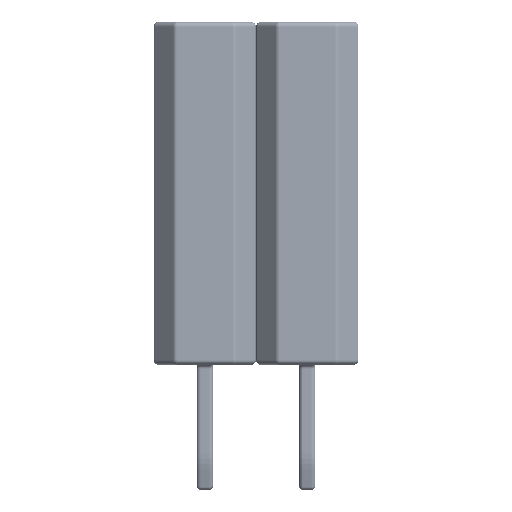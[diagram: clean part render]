
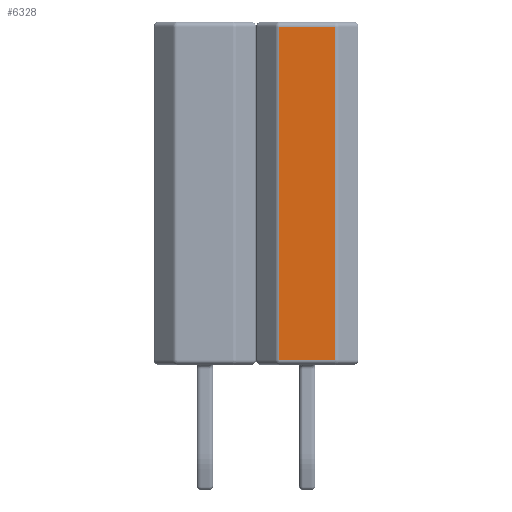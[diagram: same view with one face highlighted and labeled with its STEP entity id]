
A CAD part, left-side view. The second image highlights one B-rep face of the part: STEP entity #6328.
In plain terms, the highlighted planar face has unit normal (-1, 0, 0).
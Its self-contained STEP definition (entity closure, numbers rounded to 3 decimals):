
#5670 = CYLINDRICAL_SURFACE('',#5671,0.125);
#5671 = AXIS2_PLACEMENT_3D('',#5672,#5673,#5674);
#5672 = CARTESIAN_POINT('',(-1.145,0.692,0.));
#5673 = DIRECTION('',(0.,0.,1.));
#5674 = DIRECTION('',(-0.707,0.707,0.));
#5775 = VERTEX_POINT('',#5776);
#5776 = CARTESIAN_POINT('',(-1.27,0.692,0.125));
#5803 = EDGE_CURVE('',#5775,#5804,#5806,.T.);
#5804 = VERTEX_POINT('',#5805);
#5805 = CARTESIAN_POINT('',(-1.27,0.692,8.375));
#5806 = SURFACE_CURVE('',#5807,(#5811,#5818),.PCURVE_S1.);
#5807 = LINE('',#5808,#5809);
#5808 = CARTESIAN_POINT('',(-1.27,0.692,0.));
#5809 = VECTOR('',#5810,1.);
#5810 = DIRECTION('',(0.,0.,1.));
#5811 = PCURVE('',#5670,#5812);
#5812 = DEFINITIONAL_REPRESENTATION('',(#5813),#5817);
#5813 = LINE('',#5814,#5815);
#5814 = CARTESIAN_POINT('',(0.785,0.));
#5815 = VECTOR('',#5816,1.);
#5816 = DIRECTION('',(0.,1.));
#5817 = ( GEOMETRIC_REPRESENTATION_CONTEXT(2) 
PARAMETRIC_REPRESENTATION_CONTEXT() REPRESENTATION_CONTEXT('2D SPACE',''
  ) );
#5818 = PCURVE('',#5819,#5824);
#5819 = PLANE('',#5820);
#5820 = AXIS2_PLACEMENT_3D('',#5821,#5822,#5823);
#5821 = CARTESIAN_POINT('',(-1.27,-0.744,0.));
#5822 = DIRECTION('',(-1.,0.,0.));
#5823 = DIRECTION('',(0.,1.,0.));
#5824 = DEFINITIONAL_REPRESENTATION('',(#5825),#5829);
#5825 = LINE('',#5826,#5827);
#5826 = CARTESIAN_POINT('',(1.436,0.));
#5827 = VECTOR('',#5828,1.);
#5828 = DIRECTION('',(0.,-1.));
#5829 = ( GEOMETRIC_REPRESENTATION_CONTEXT(2) 
PARAMETRIC_REPRESENTATION_CONTEXT() REPRESENTATION_CONTEXT('2D SPACE',''
  ) );
#6033 = CYLINDRICAL_SURFACE('',#6034,0.125);
#6034 = AXIS2_PLACEMENT_3D('',#6035,#6036,#6037);
#6035 = CARTESIAN_POINT('',(-1.145,-0.744,8.375));
#6036 = DIRECTION('',(0.,1.,0.));
#6037 = DIRECTION('',(-1.,0.,0.));
#6315 = CYLINDRICAL_SURFACE('',#6316,0.125);
#6316 = AXIS2_PLACEMENT_3D('',#6317,#6318,#6319);
#6317 = CARTESIAN_POINT('',(-1.145,-0.744,0.125));
#6318 = DIRECTION('',(0.,1.,0.));
#6319 = DIRECTION('',(-1.,0.,0.));
#6328 = ADVANCED_FACE('',(#6329),#5819,.T.);
#6329 = FACE_BOUND('',#6330,.T.);
#6330 = EDGE_LOOP('',(#6331,#6354,#6355,#6378));
#6331 = ORIENTED_EDGE('',*,*,#6332,.T.);
#6332 = EDGE_CURVE('',#6333,#5804,#6335,.T.);
#6333 = VERTEX_POINT('',#6334);
#6334 = CARTESIAN_POINT('',(-1.27,-0.692,8.375));
#6335 = SURFACE_CURVE('',#6336,(#6340,#6347),.PCURVE_S1.);
#6336 = LINE('',#6337,#6338);
#6337 = CARTESIAN_POINT('',(-1.27,-0.744,8.375));
#6338 = VECTOR('',#6339,1.);
#6339 = DIRECTION('',(0.,1.,0.));
#6340 = PCURVE('',#5819,#6341);
#6341 = DEFINITIONAL_REPRESENTATION('',(#6342),#6346);
#6342 = LINE('',#6343,#6344);
#6343 = CARTESIAN_POINT('',(0.,-8.375));
#6344 = VECTOR('',#6345,1.);
#6345 = DIRECTION('',(1.,0.));
#6346 = ( GEOMETRIC_REPRESENTATION_CONTEXT(2) 
PARAMETRIC_REPRESENTATION_CONTEXT() REPRESENTATION_CONTEXT('2D SPACE',''
  ) );
#6347 = PCURVE('',#6033,#6348);
#6348 = DEFINITIONAL_REPRESENTATION('',(#6349),#6353);
#6349 = LINE('',#6350,#6351);
#6350 = CARTESIAN_POINT('',(0.,0.));
#6351 = VECTOR('',#6352,1.);
#6352 = DIRECTION('',(0.,1.));
#6353 = ( GEOMETRIC_REPRESENTATION_CONTEXT(2) 
PARAMETRIC_REPRESENTATION_CONTEXT() REPRESENTATION_CONTEXT('2D SPACE',''
  ) );
#6354 = ORIENTED_EDGE('',*,*,#5803,.F.);
#6355 = ORIENTED_EDGE('',*,*,#6356,.F.);
#6356 = EDGE_CURVE('',#6357,#5775,#6359,.T.);
#6357 = VERTEX_POINT('',#6358);
#6358 = CARTESIAN_POINT('',(-1.27,-0.692,0.125));
#6359 = SURFACE_CURVE('',#6360,(#6364,#6371),.PCURVE_S1.);
#6360 = LINE('',#6361,#6362);
#6361 = CARTESIAN_POINT('',(-1.27,-0.744,0.125));
#6362 = VECTOR('',#6363,1.);
#6363 = DIRECTION('',(0.,1.,0.));
#6364 = PCURVE('',#5819,#6365);
#6365 = DEFINITIONAL_REPRESENTATION('',(#6366),#6370);
#6366 = LINE('',#6367,#6368);
#6367 = CARTESIAN_POINT('',(0.,-0.125));
#6368 = VECTOR('',#6369,1.);
#6369 = DIRECTION('',(1.,0.));
#6370 = ( GEOMETRIC_REPRESENTATION_CONTEXT(2) 
PARAMETRIC_REPRESENTATION_CONTEXT() REPRESENTATION_CONTEXT('2D SPACE',''
  ) );
#6371 = PCURVE('',#6315,#6372);
#6372 = DEFINITIONAL_REPRESENTATION('',(#6373),#6377);
#6373 = LINE('',#6374,#6375);
#6374 = CARTESIAN_POINT('',(-0.,0.));
#6375 = VECTOR('',#6376,1.);
#6376 = DIRECTION('',(-0.,1.));
#6377 = ( GEOMETRIC_REPRESENTATION_CONTEXT(2) 
PARAMETRIC_REPRESENTATION_CONTEXT() REPRESENTATION_CONTEXT('2D SPACE',''
  ) );
#6378 = ORIENTED_EDGE('',*,*,#6379,.T.);
#6379 = EDGE_CURVE('',#6357,#6333,#6380,.T.);
#6380 = SURFACE_CURVE('',#6381,(#6385,#6392),.PCURVE_S1.);
#6381 = LINE('',#6382,#6383);
#6382 = CARTESIAN_POINT('',(-1.27,-0.692,0.));
#6383 = VECTOR('',#6384,1.);
#6384 = DIRECTION('',(0.,0.,1.));
#6385 = PCURVE('',#5819,#6386);
#6386 = DEFINITIONAL_REPRESENTATION('',(#6387),#6391);
#6387 = LINE('',#6388,#6389);
#6388 = CARTESIAN_POINT('',(0.052,0.));
#6389 = VECTOR('',#6390,1.);
#6390 = DIRECTION('',(0.,-1.));
#6391 = ( GEOMETRIC_REPRESENTATION_CONTEXT(2) 
PARAMETRIC_REPRESENTATION_CONTEXT() REPRESENTATION_CONTEXT('2D SPACE',''
  ) );
#6392 = PCURVE('',#6393,#6398);
#6393 = CYLINDRICAL_SURFACE('',#6394,0.125);
#6394 = AXIS2_PLACEMENT_3D('',#6395,#6396,#6397);
#6395 = CARTESIAN_POINT('',(-1.145,-0.692,0.));
#6396 = DIRECTION('',(0.,0.,1.));
#6397 = DIRECTION('',(-1.,0.,0.));
#6398 = DEFINITIONAL_REPRESENTATION('',(#6399),#6403);
#6399 = LINE('',#6400,#6401);
#6400 = CARTESIAN_POINT('',(0.,0.));
#6401 = VECTOR('',#6402,1.);
#6402 = DIRECTION('',(0.,1.));
#6403 = ( GEOMETRIC_REPRESENTATION_CONTEXT(2) 
PARAMETRIC_REPRESENTATION_CONTEXT() REPRESENTATION_CONTEXT('2D SPACE',''
  ) );
